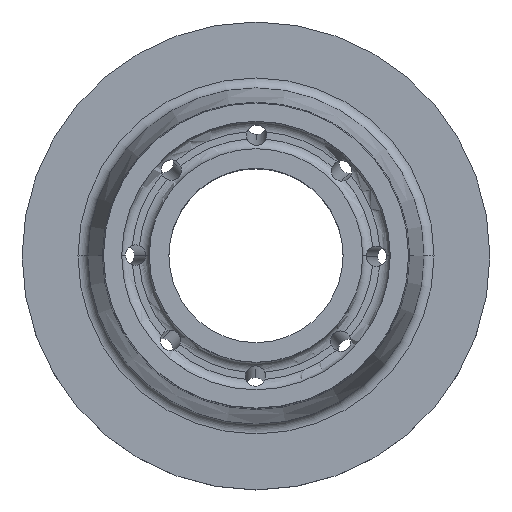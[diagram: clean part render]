
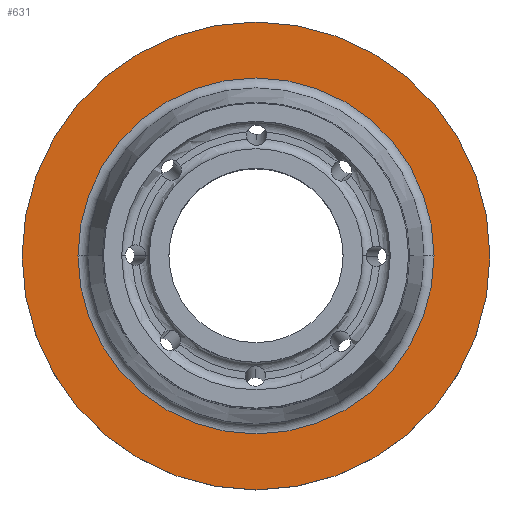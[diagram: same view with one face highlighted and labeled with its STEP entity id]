
A CAD part, top view. The second image highlights one B-rep face of the part: STEP entity #631.
In plain terms, the highlighted planar face has unit normal (0, 0, 1).
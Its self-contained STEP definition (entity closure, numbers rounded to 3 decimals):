
#73 = CARTESIAN_POINT ( 'NONE',  ( 69., 0., 17. ) ) ;
#137 = CIRCLE ( 'NONE', #1810, 52.5 ) ;
#206 = VERTEX_POINT ( 'NONE', #1581 ) ;
#208 = DIRECTION ( 'NONE',  ( -1., 0., 0. ) ) ;
#256 = AXIS2_PLACEMENT_3D ( 'NONE', #2139, #1401, #1658 ) ;
#280 = EDGE_LOOP ( 'NONE', ( #401, #2677 ) ) ;
#382 = AXIS2_PLACEMENT_3D ( 'NONE', #1214, #2196, #2214 ) ;
#401 = ORIENTED_EDGE ( 'NONE', *, *, #2676, .T. ) ;
#444 = CARTESIAN_POINT ( 'NONE',  ( 0., 0., 17. ) ) ;
#631 = ADVANCED_FACE ( 'NONE', ( #1301, #1899 ), #1263, .F. ) ;
#689 = EDGE_LOOP ( 'NONE', ( #1312, #3119 ) ) ;
#704 = VERTEX_POINT ( 'NONE', #2038 ) ;
#797 = CARTESIAN_POINT ( 'NONE',  ( 52.5, 0., 17. ) ) ;
#1214 = CARTESIAN_POINT ( 'NONE',  ( 0., 0., 17. ) ) ;
#1263 = PLANE ( 'NONE',  #2607 ) ;
#1298 = EDGE_CURVE ( 'NONE', #704, #2231, #1741, .T. ) ;
#1301 = FACE_BOUND ( 'NONE', #689, .T. ) ;
#1312 = ORIENTED_EDGE ( 'NONE', *, *, #2604, .F. ) ;
#1401 = DIRECTION ( 'NONE',  ( 0., 0., 1. ) ) ;
#1581 = CARTESIAN_POINT ( 'NONE',  ( -52.5, 0., 17. ) ) ;
#1658 = DIRECTION ( 'NONE',  ( 1., 0., 0. ) ) ;
#1741 = CIRCLE ( 'NONE', #2921, 69. ) ;
#1780 = DIRECTION ( 'NONE',  ( 0., 0., -1. ) ) ;
#1810 = AXIS2_PLACEMENT_3D ( 'NONE', #444, #2470, #2236 ) ;
#1899 = FACE_OUTER_BOUND ( 'NONE', #280, .T. ) ;
#1979 = CIRCLE ( 'NONE', #256, 69. ) ;
#2038 = CARTESIAN_POINT ( 'NONE',  ( -69., 0., 17. ) ) ;
#2128 = CIRCLE ( 'NONE', #382, 52.5 ) ;
#2139 = CARTESIAN_POINT ( 'NONE',  ( 0., 0., 17. ) ) ;
#2196 = DIRECTION ( 'NONE',  ( 0., 0., 1. ) ) ;
#2214 = DIRECTION ( 'NONE',  ( 1., 0., 0. ) ) ;
#2231 = VERTEX_POINT ( 'NONE', #73 ) ;
#2236 = DIRECTION ( 'NONE',  ( 1., 0., 0. ) ) ;
#2470 = DIRECTION ( 'NONE',  ( 0., 0., 1. ) ) ;
#2604 = EDGE_CURVE ( 'NONE', #3118, #206, #2128, .T. ) ;
#2607 = AXIS2_PLACEMENT_3D ( 'NONE', #2922, #1780, #208 ) ;
#2632 = DIRECTION ( 'NONE',  ( 0., 0., 1. ) ) ;
#2641 = DIRECTION ( 'NONE',  ( 1., 0., 0. ) ) ;
#2676 = EDGE_CURVE ( 'NONE', #2231, #704, #1979, .T. ) ;
#2677 = ORIENTED_EDGE ( 'NONE', *, *, #1298, .T. ) ;
#2799 = CARTESIAN_POINT ( 'NONE',  ( 0., 0., 17. ) ) ;
#2921 = AXIS2_PLACEMENT_3D ( 'NONE', #2799, #2632, #2641 ) ;
#2922 = CARTESIAN_POINT ( 'NONE',  ( 0., 52.5, 17. ) ) ;
#3118 = VERTEX_POINT ( 'NONE', #797 ) ;
#3119 = ORIENTED_EDGE ( 'NONE', *, *, #3168, .F. ) ;
#3168 = EDGE_CURVE ( 'NONE', #206, #3118, #137, .T. ) ;
